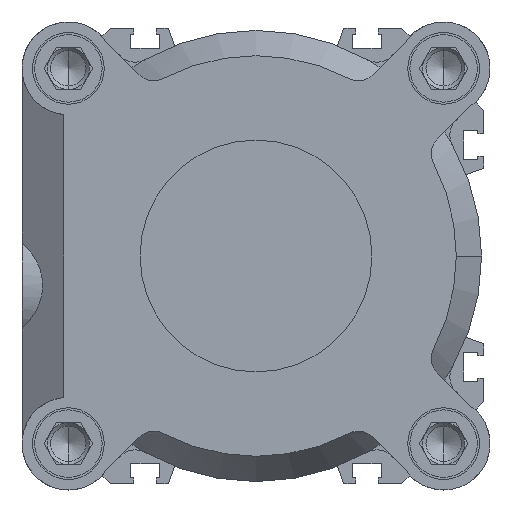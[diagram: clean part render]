
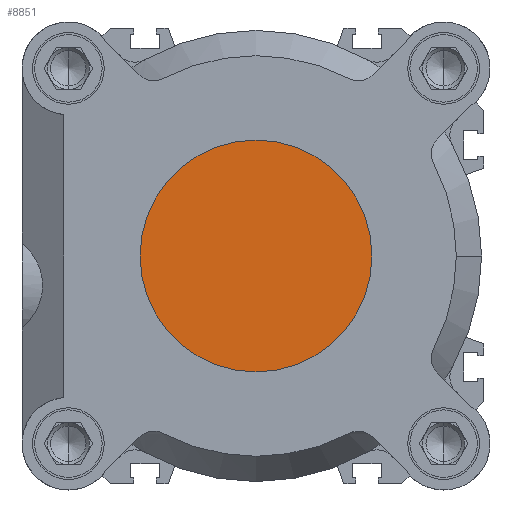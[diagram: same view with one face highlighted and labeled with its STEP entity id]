
A CAD part, left-side view. The second image highlights one B-rep face of the part: STEP entity #8851.
In plain terms, the highlighted face is planar.
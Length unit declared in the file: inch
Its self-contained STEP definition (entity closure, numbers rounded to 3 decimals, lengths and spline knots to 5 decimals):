
#4 = VERTEX_POINT ( 'NONE', #3428 ) ;
#597 = CARTESIAN_POINT ( 'NONE',  ( 1.73228, 0., 1.08268 ) ) ;
#1085 = EDGE_CURVE ( 'NONE', #4, #10578, #12733, .T. ) ;
#1468 = EDGE_CURVE ( 'NONE', #10578, #4, #6456, .T. ) ;
#1557 = CARTESIAN_POINT ( 'NONE',  ( 1.73228, 0., 0. ) ) ;
#2700 = DIRECTION ( 'NONE',  ( 0., 0., 1. ) ) ;
#2918 = PLANE ( 'NONE',  #7338 ) ;
#3428 = CARTESIAN_POINT ( 'NONE',  ( 1.73228, 0., -1.08268 ) ) ;
#4149 = DIRECTION ( 'NONE',  ( -1., 0., 0. ) ) ;
#6252 = CARTESIAN_POINT ( 'NONE',  ( 1.73228, 1.08268, 0. ) ) ;
#6456 = CIRCLE ( 'NONE', #13239, 1.08268 ) ;
#7338 = AXIS2_PLACEMENT_3D ( 'NONE', #6252, #14003, #7352 ) ;
#7352 = DIRECTION ( 'NONE',  ( 0., 0., 1. ) ) ;
#7518 = FACE_OUTER_BOUND ( 'NONE', #9528, .T. ) ;
#8851 = ADVANCED_FACE ( 'NONE', ( #7518 ), #2918, .F. ) ;
#9229 = ORIENTED_EDGE ( 'NONE', *, *, #1468, .F. ) ;
#9301 = DIRECTION ( 'NONE',  ( -1., 0., 0. ) ) ;
#9528 = EDGE_LOOP ( 'NONE', ( #9229, #9674 ) ) ;
#9674 = ORIENTED_EDGE ( 'NONE', *, *, #1085, .F. ) ;
#10083 = AXIS2_PLACEMENT_3D ( 'NONE', #10735, #4149, #11846 ) ;
#10578 = VERTEX_POINT ( 'NONE', #597 ) ;
#10735 = CARTESIAN_POINT ( 'NONE',  ( 1.73228, 0., 0. ) ) ;
#11846 = DIRECTION ( 'NONE',  ( 0., 0., 1. ) ) ;
#12733 = CIRCLE ( 'NONE', #10083, 1.08268 ) ;
#13239 = AXIS2_PLACEMENT_3D ( 'NONE', #1557, #9301, #2700 ) ;
#14003 = DIRECTION ( 'NONE',  ( -1., 0., 0. ) ) ;
